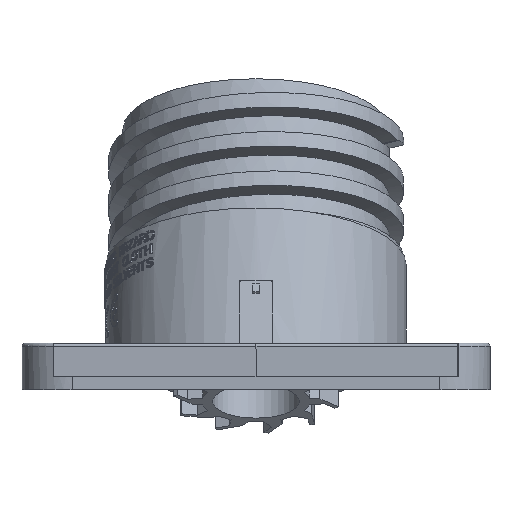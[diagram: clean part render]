
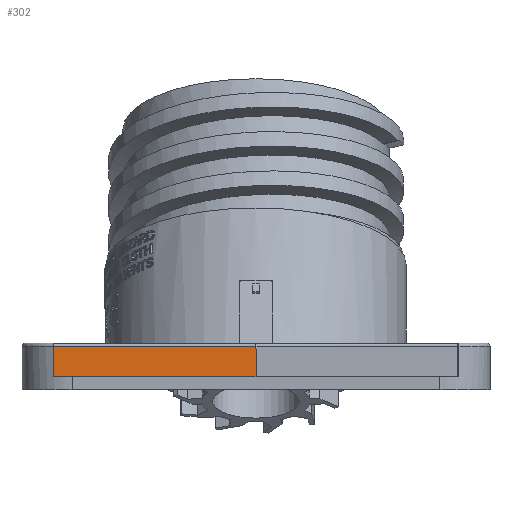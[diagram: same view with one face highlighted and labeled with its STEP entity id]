
A CAD part, front view. The second image highlights one B-rep face of the part: STEP entity #302.
In plain terms, the highlighted planar face has unit normal (-0.018, -1, 0).
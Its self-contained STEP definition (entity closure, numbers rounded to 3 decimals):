
#302=ADVANCED_FACE('',(#5183),#5184,.T.);
#5183=FACE_OUTER_BOUND('',#15453,.T.);
#5184=PLANE('',#15454);
#15453=EDGE_LOOP('',(#66219,#66220,#66221,#66222));
#15454=AXIS2_PLACEMENT_3D('',#66223,#66224,#66225);
#66219=ORIENTED_EDGE('',*,*,#104099,.F.);
#66220=ORIENTED_EDGE('',*,*,#103194,.F.);
#66221=ORIENTED_EDGE('',*,*,#104098,.F.);
#66222=ORIENTED_EDGE('',*,*,#104100,.F.);
#66223=CARTESIAN_POINT('',(0.0,-30.0,-5.0));
#66224=DIRECTION('',(-0.017,-1.,0.0));
#66225=DIRECTION('',(-1.,0.017,0.0));
#103194=EDGE_CURVE('',#118308,#118311,#118312,.T.);
#104098=EDGE_CURVE('',#120101,#118308,#120103,.T.);
#104099=EDGE_CURVE('',#118311,#120104,#120105,.T.);
#104100=EDGE_CURVE('',#120104,#120101,#120106,.T.);
#118308=VERTEX_POINT('',#156232);
#118311=VERTEX_POINT('',#156255);
#118312=LINE('',#156256,#156257);
#120101=VERTEX_POINT('',#158952);
#120103=LINE('',#158954,#158955);
#120104=VERTEX_POINT('',#158956);
#120105=LINE('',#158957,#158958);
#120106=LINE('',#158959,#158960);
#156232=CARTESIAN_POINT('',(-30.265,-29.472,-0.5));
#156255=CARTESIAN_POINT('',(0.,-30.0,-0.5));
#156256=CARTESIAN_POINT('',(-30.265,-29.472,-0.5));
#156257=VECTOR('',#220855,30.27);
#158952=CARTESIAN_POINT('',(-30.265,-29.472,-5.0));
#158954=CARTESIAN_POINT('',(-30.265,-29.472,-5.0));
#158955=VECTOR('',#221790,4.5);
#158956=CARTESIAN_POINT('',(0.,-30.0,-5.0));
#158957=CARTESIAN_POINT('',(0.,-30.0,-0.5));
#158958=VECTOR('',#221791,4.5);
#158959=CARTESIAN_POINT('',(0.,-30.0,-5.0));
#158960=VECTOR('',#221792,30.27);
#220855=DIRECTION('',(1.,-0.017,0.0));
#221790=DIRECTION('',(0.0,0.0,1.0));
#221791=DIRECTION('',(0.,0.0,-1.0));
#221792=DIRECTION('',(-1.,0.017,0.0));
